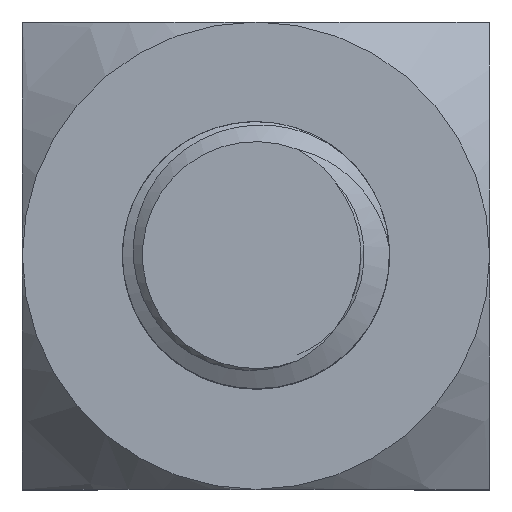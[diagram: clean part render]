
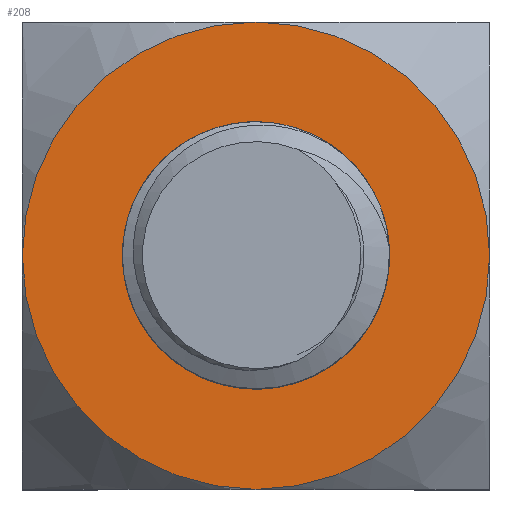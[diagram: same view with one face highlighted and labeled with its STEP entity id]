
A CAD part, top view. The second image highlights one B-rep face of the part: STEP entity #208.
In plain terms, the highlighted planar face has unit normal (0, 0, 1).
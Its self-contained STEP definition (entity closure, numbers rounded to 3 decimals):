
#208 = ADVANCED_FACE( '', ( #417, #418 ), #419, .T. );
#417 = FACE_OUTER_BOUND( '', #1956, .T. );
#418 = FACE_BOUND( '', #1957, .T. );
#419 = PLANE( '', #1958 );
#1956 = EDGE_LOOP( '', ( #2502, #2503, #2504, #2505 ) );
#1957 = EDGE_LOOP( '', ( #2506, #2507, #2508, #2509, #2510 ) );
#1958 = AXIS2_PLACEMENT_3D( '', #2511, #2512, #2513 );
#2502 = ORIENTED_EDGE( '', *, *, #2736, .T. );
#2503 = ORIENTED_EDGE( '', *, *, #2610, .T. );
#2504 = ORIENTED_EDGE( '', *, *, #2606, .T. );
#2505 = ORIENTED_EDGE( '', *, *, #2779, .T. );
#2506 = ORIENTED_EDGE( '', *, *, #2773, .F. );
#2507 = ORIENTED_EDGE( '', *, *, #2574, .F. );
#2508 = ORIENTED_EDGE( '', *, *, #2672, .F. );
#2509 = ORIENTED_EDGE( '', *, *, #2738, .F. );
#2510 = ORIENTED_EDGE( '', *, *, #2627, .F. );
#2511 = CARTESIAN_POINT( '', ( 0., 0., 3. ) );
#2512 = DIRECTION( '', ( 0., 0., 1. ) );
#2513 = DIRECTION( '', ( 1., 0., 0. ) );
#2574 = EDGE_CURVE( '', #2814, #2816, #2817, .T. );
#2606 = EDGE_CURVE( '', #2872, #2870, #2873, .T. );
#2610 = EDGE_CURVE( '', #2825, #2872, #2877, .T. );
#2627 = EDGE_CURVE( '', #2904, #2906, #2907, .T. );
#2672 = EDGE_CURVE( '', #2975, #2814, #2977, .F. );
#2736 = EDGE_CURVE( '', #2944, #2825, #3066, .T. );
#2738 = EDGE_CURVE( '', #2906, #2975, #3068, .T. );
#2773 = EDGE_CURVE( '', #2816, #2904, #3109, .T. );
#2779 = EDGE_CURVE( '', #2870, #2944, #3115, .T. );
#2814 = VERTEX_POINT( '', #3158 );
#2816 = VERTEX_POINT( '', #3249 );
#2817 = B_SPLINE_CURVE_WITH_KNOTS( '', 3, ( #3250, #3251, #3252, #3253, #3254, #3255, #3256, #3257, #3258, #3259, #3260, #3261, #3262, #3263, #3264, #3265, #3266, #3267 ), .UNSPECIFIED., .F., .F., ( 4, 2, 2, 2, 2, 2, 2, 2, 4 ), ( 0., 0., 0.001, 0.001, 0.002, 0.002, 0.003, 0.003, 0.004 ), .UNSPECIFIED. );
#2825 = VERTEX_POINT( '', #3408 );
#2870 = VERTEX_POINT( '', #3499 );
#2872 = VERTEX_POINT( '', #3508 );
#2873 = CIRCLE( '', #3509, 3.5 );
#2877 = CIRCLE( '', #3533, 3.5 );
#2904 = VERTEX_POINT( '', #3571 );
#2906 = VERTEX_POINT( '', #3666 );
#2907 = B_SPLINE_CURVE_WITH_KNOTS( '', 3, ( #3667, #3668, #3669, #3670, #3671, #3672, #3673, #3674 ), .UNSPECIFIED., .F., .F., ( 4, 2, 2, 4 ), ( 0., 0.001, 0.001, 0.001 ), .UNSPECIFIED. );
#2944 = VERTEX_POINT( '', #3826 );
#2975 = VERTEX_POINT( '', #3898 );
#2977 = CIRCLE( '', #3991, 2. );
#3066 = CIRCLE( '', #4137, 3.5 );
#3068 = B_SPLINE_CURVE_WITH_KNOTS( '', 3, ( #4139, #4140, #4141, #4142, #4143, #4144, #4145, #4146, #4147, #4148, #4149, #4150, #4151, #4152 ), .UNSPECIFIED., .F., .F., ( 4, 2, 2, 2, 2, 2, 4 ), ( 0., 0., 0.001, 0.002, 0.003, 0.003, 0.004 ), .UNSPECIFIED. );
#3109 = B_SPLINE_CURVE_WITH_KNOTS( '', 3, ( #4213, #4214, #4215, #4216, #4217, #4218 ), .UNSPECIFIED., .F., .F., ( 4, 2, 4 ), ( 0., 0.001, 0.001 ), .UNSPECIFIED. );
#3115 = CIRCLE( '', #4225, 3.5 );
#3158 = CARTESIAN_POINT( '', ( -1.752, 0.965, 3. ) );
#3249 = CARTESIAN_POINT( '', ( -0.161, -1.612, 3. ) );
#3250 = CARTESIAN_POINT( '', ( -1.752, 0.965, 3. ) );
#3251 = CARTESIAN_POINT( '', ( -1.811, 0.826, 3. ) );
#3252 = CARTESIAN_POINT( '', ( -1.853, 0.683, 3. ) );
#3253 = CARTESIAN_POINT( '', ( -1.906, 0.39, 3. ) );
#3254 = CARTESIAN_POINT( '', ( -1.916, 0.238, 3. ) );
#3255 = CARTESIAN_POINT( '', ( -1.902, -0.06, 3. ) );
#3256 = CARTESIAN_POINT( '', ( -1.878, -0.207, 3. ) );
#3257 = CARTESIAN_POINT( '', ( -1.792, -0.496, 3. ) );
#3258 = CARTESIAN_POINT( '', ( -1.731, -0.633, 3. ) );
#3259 = CARTESIAN_POINT( '', ( -1.577, -0.888, 3. ) );
#3260 = CARTESIAN_POINT( '', ( -1.483, -1.008, 3. ) );
#3261 = CARTESIAN_POINT( '', ( -1.271, -1.218, 3. ) );
#3262 = CARTESIAN_POINT( '', ( -1.15, -1.31, 3. ) );
#3263 = CARTESIAN_POINT( '', ( -0.891, -1.461, 3. ) );
#3264 = CARTESIAN_POINT( '', ( -0.754, -1.52, 3. ) );
#3265 = CARTESIAN_POINT( '', ( -0.463, -1.598, 3. ) );
#3266 = CARTESIAN_POINT( '', ( -0.313, -1.616, 3. ) );
#3267 = CARTESIAN_POINT( '', ( -0.161, -1.612, 3. ) );
#3408 = CARTESIAN_POINT( '', ( 3.5, 0., 3. ) );
#3499 = CARTESIAN_POINT( '', ( -3.5, 0., 3. ) );
#3508 = CARTESIAN_POINT( '', ( 0., 3.5, 3. ) );
#3509 = AXIS2_PLACEMENT_3D( '', #4274, #4275, #4276 );
#3533 = AXIS2_PLACEMENT_3D( '', #4277, #4278, #4279 );
#3571 = CARTESIAN_POINT( '', ( 0.99, -1.219, 3. ) );
#3666 = CARTESIAN_POINT( '', ( 1.607, -0.207, 3. ) );
#3667 = CARTESIAN_POINT( '', ( 0.99, -1.219, 3. ) );
#3668 = CARTESIAN_POINT( '', ( 1.147, -1.091, 3. ) );
#3669 = CARTESIAN_POINT( '', ( 1.279, -0.937, 3. ) );
#3670 = CARTESIAN_POINT( '', ( 1.434, -0.68, 3. ) );
#3671 = CARTESIAN_POINT( '', ( 1.479, -0.589, 3. ) );
#3672 = CARTESIAN_POINT( '', ( 1.553, -0.401, 3. ) );
#3673 = CARTESIAN_POINT( '', ( 1.582, -0.305, 3. ) );
#3674 = CARTESIAN_POINT( '', ( 1.607, -0.207, 3. ) );
#3826 = CARTESIAN_POINT( '', ( 0., -3.5, 3. ) );
#3898 = CARTESIAN_POINT( '', ( -0.531, 1.928, 3. ) );
#3991 = AXIS2_PLACEMENT_3D( '', #4319, #4320, #4321 );
#4137 = AXIS2_PLACEMENT_3D( '', #4370, #4371, #4372 );
#4139 = CARTESIAN_POINT( '', ( 1.607, -0.207, 3. ) );
#4140 = CARTESIAN_POINT( '', ( 1.643, -0.061, 3. ) );
#4141 = CARTESIAN_POINT( '', ( 1.657, 0.087, 3. ) );
#4142 = CARTESIAN_POINT( '', ( 1.648, 0.387, 3. ) );
#4143 = CARTESIAN_POINT( '', ( 1.624, 0.535, 3. ) );
#4144 = CARTESIAN_POINT( '', ( 1.496, 0.963, 3. ) );
#4145 = CARTESIAN_POINT( '', ( 1.335, 1.228, 3. ) );
#4146 = CARTESIAN_POINT( '', ( 0.906, 1.64, 3. ) );
#4147 = CARTESIAN_POINT( '', ( 0.639, 1.791, 3. ) );
#4148 = CARTESIAN_POINT( '', ( 0.211, 1.918, 3. ) );
#4149 = CARTESIAN_POINT( '', ( 0.062, 1.945, 3. ) );
#4150 = CARTESIAN_POINT( '', ( -0.234, 1.962, 3. ) );
#4151 = CARTESIAN_POINT( '', ( -0.383, 1.954, 3. ) );
#4152 = CARTESIAN_POINT( '', ( -0.531, 1.928, 3. ) );
#4213 = CARTESIAN_POINT( '', ( -0.161, -1.612, 3. ) );
#4214 = CARTESIAN_POINT( '', ( 0.046, -1.607, 3. ) );
#4215 = CARTESIAN_POINT( '', ( 0.253, -1.579, 3. ) );
#4216 = CARTESIAN_POINT( '', ( 0.645, -1.449, 3. ) );
#4217 = CARTESIAN_POINT( '', ( 0.829, -1.349, 3. ) );
#4218 = CARTESIAN_POINT( '', ( 0.99, -1.219, 3. ) );
#4225 = AXIS2_PLACEMENT_3D( '', #4394, #4395, #4396 );
#4274 = CARTESIAN_POINT( '', ( 0., 0., 3. ) );
#4275 = DIRECTION( '', ( 0., 0., 1. ) );
#4276 = DIRECTION( '', ( 1., 0., 0. ) );
#4277 = CARTESIAN_POINT( '', ( 0., 0., 3. ) );
#4278 = DIRECTION( '', ( 0., 0., 1. ) );
#4279 = DIRECTION( '', ( 1., 0., 0. ) );
#4319 = CARTESIAN_POINT( '', ( 0., 0., 3. ) );
#4320 = DIRECTION( '', ( 0., 0., -1. ) );
#4321 = DIRECTION( '', ( -1., 0., 0. ) );
#4370 = CARTESIAN_POINT( '', ( 0., 0., 3. ) );
#4371 = DIRECTION( '', ( 0., 0., 1. ) );
#4372 = DIRECTION( '', ( 1., 0., 0. ) );
#4394 = CARTESIAN_POINT( '', ( 0., 0., 3. ) );
#4395 = DIRECTION( '', ( 0., 0., 1. ) );
#4396 = DIRECTION( '', ( 1., 0., 0. ) );
